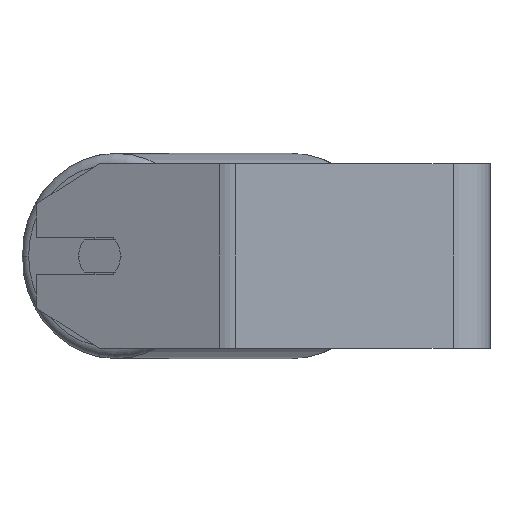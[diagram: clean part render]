
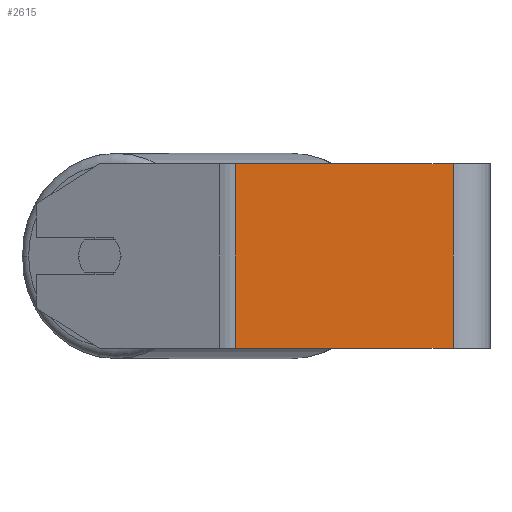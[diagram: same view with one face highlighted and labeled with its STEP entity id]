
A CAD part, left-side view. The second image highlights one B-rep face of the part: STEP entity #2615.
In plain terms, the highlighted planar face has unit normal (-1, 0, 0).
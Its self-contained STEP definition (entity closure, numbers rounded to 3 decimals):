
#59 = VERTEX_POINT ( 'NONE', #5798 ) ;
#84 = DIRECTION ( 'NONE',  ( 0., 0., -1. ) ) ;
#399 = EDGE_CURVE ( 'NONE', #6262, #59, #5646, .T. ) ;
#469 = PLANE ( 'NONE',  #2718 ) ;
#803 = LINE ( 'NONE', #4793, #1508 ) ;
#844 = CARTESIAN_POINT ( 'NONE',  ( -230., 16., 40. ) ) ;
#939 = CARTESIAN_POINT ( 'NONE',  ( -230., 113.977, 40. ) ) ;
#1007 = ORIENTED_EDGE ( 'NONE', *, *, #6025, .F. ) ;
#1050 = VERTEX_POINT ( 'NONE', #2284 ) ;
#1508 = VECTOR ( 'NONE', #4268, 1000. ) ;
#1821 = CARTESIAN_POINT ( 'NONE',  ( -230., 110.429, 40. ) ) ;
#1841 = EDGE_LOOP ( 'NONE', ( #4800, #2494, #1007, #4193 ) ) ;
#2095 = CARTESIAN_POINT ( 'NONE',  ( -230., 113.977, 40. ) ) ;
#2284 = CARTESIAN_POINT ( 'NONE',  ( -230., 110.429, -40. ) ) ;
#2494 = ORIENTED_EDGE ( 'NONE', *, *, #399, .F. ) ;
#2615 = ADVANCED_FACE ( 'NONE', ( #5740 ), #469, .F. ) ;
#2718 = AXIS2_PLACEMENT_3D ( 'NONE', #939, #5205, #6233 ) ;
#2969 = DIRECTION ( 'NONE',  ( 0., 0., -1. ) ) ;
#3541 = VECTOR ( 'NONE', #84, 1000. ) ;
#3605 = CARTESIAN_POINT ( 'NONE',  ( -230., 16., 40. ) ) ;
#3744 = DIRECTION ( 'NONE',  ( 0., -1., 0. ) ) ;
#3904 = CARTESIAN_POINT ( 'NONE',  ( -230., 110.429, 40. ) ) ;
#4193 = ORIENTED_EDGE ( 'NONE', *, *, #5744, .T. ) ;
#4268 = DIRECTION ( 'NONE',  ( 0., -1., 0. ) ) ;
#4323 = VERTEX_POINT ( 'NONE', #1821 ) ;
#4396 = EDGE_CURVE ( 'NONE', #1050, #59, #803, .T. ) ;
#4711 = VECTOR ( 'NONE', #2969, 1000. ) ;
#4793 = CARTESIAN_POINT ( 'NONE',  ( -230., 113.977, -40. ) ) ;
#4800 = ORIENTED_EDGE ( 'NONE', *, *, #4396, .T. ) ;
#5205 = DIRECTION ( 'NONE',  ( 1., 0., 0. ) ) ;
#5646 = LINE ( 'NONE', #844, #4711 ) ;
#5740 = FACE_OUTER_BOUND ( 'NONE', #1841, .T. ) ;
#5744 = EDGE_CURVE ( 'NONE', #4323, #1050, #6053, .T. ) ;
#5798 = CARTESIAN_POINT ( 'NONE',  ( -230., 16., -40. ) ) ;
#6025 = EDGE_CURVE ( 'NONE', #4323, #6262, #6384, .T. ) ;
#6053 = LINE ( 'NONE', #3904, #3541 ) ;
#6109 = VECTOR ( 'NONE', #3744, 1000. ) ;
#6233 = DIRECTION ( 'NONE',  ( 0., 0., -1. ) ) ;
#6262 = VERTEX_POINT ( 'NONE', #3605 ) ;
#6384 = LINE ( 'NONE', #2095, #6109 ) ;
